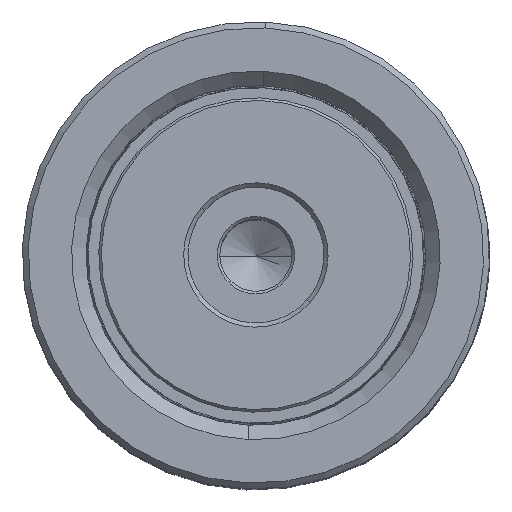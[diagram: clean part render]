
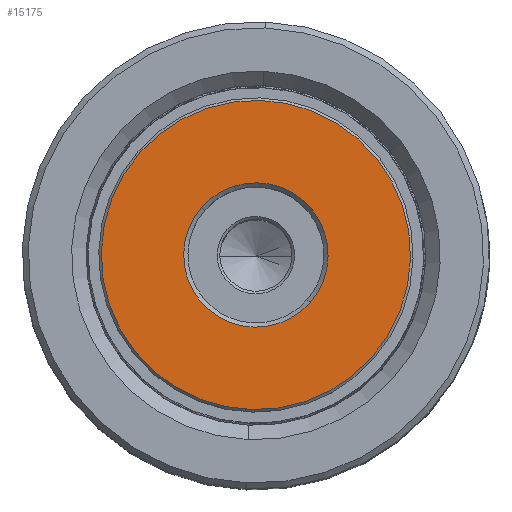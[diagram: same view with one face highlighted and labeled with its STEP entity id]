
A CAD part, top view. The second image highlights one B-rep face of the part: STEP entity #15175.
In plain terms, the highlighted face is planar.
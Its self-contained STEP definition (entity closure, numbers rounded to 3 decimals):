
#766 = VERTEX_POINT ( 'NONE', #31302 ) ;
#3169 = AXIS2_PLACEMENT_3D ( 'NONE', #17149, #44486, #16759 ) ;
#3416 = CIRCLE ( 'NONE', #10258, 18.2 ) ;
#5616 = FACE_OUTER_BOUND ( 'NONE', #56959, .T. ) ;
#5719 = ORIENTED_EDGE ( 'NONE', *, *, #55228, .T. ) ;
#6321 = EDGE_LOOP ( 'NONE', ( #5719, #22606 ) ) ;
#8724 = CARTESIAN_POINT ( 'NONE',  ( 0., 0., 0. ) ) ;
#10258 = AXIS2_PLACEMENT_3D ( 'NONE', #11163, #43557, #52885 ) ;
#11163 = CARTESIAN_POINT ( 'NONE',  ( 0., 0., 0. ) ) ;
#13796 = CARTESIAN_POINT ( 'NONE',  ( 0., 0., 0. ) ) ;
#15175 = ADVANCED_FACE ( 'NONE', ( #5616, #46909 ), #46594, .F. ) ;
#15908 = CARTESIAN_POINT ( 'NONE',  ( -8.5, 0., 0. ) ) ;
#16759 = DIRECTION ( 'NONE',  ( 1., 0., 0. ) ) ;
#17149 = CARTESIAN_POINT ( 'NONE',  ( 0., 0., 0. ) ) ;
#17820 = DIRECTION ( 'NONE',  ( 0., 0., 1. ) ) ;
#18430 = DIRECTION ( 'NONE',  ( 1., 0., 0. ) ) ;
#19652 = DIRECTION ( 'NONE',  ( 1., 0., 0. ) ) ;
#21039 = CIRCLE ( 'NONE', #29532, 8.5 ) ;
#22606 = ORIENTED_EDGE ( 'NONE', *, *, #34573, .T. ) ;
#27363 = CARTESIAN_POINT ( 'NONE',  ( 8.5, 0., 0. ) ) ;
#28604 = DIRECTION ( 'NONE',  ( 0., 0., 1. ) ) ;
#28795 = VERTEX_POINT ( 'NONE', #27363 ) ;
#29532 = AXIS2_PLACEMENT_3D ( 'NONE', #8724, #17820, #50239 ) ;
#31302 = CARTESIAN_POINT ( 'NONE',  ( -18.2, 0., 0. ) ) ;
#33059 = DIRECTION ( 'NONE',  ( 0., 0., 1. ) ) ;
#34573 = EDGE_CURVE ( 'NONE', #28795, #48817, #21039, .T. ) ;
#36062 = EDGE_CURVE ( 'NONE', #50221, #766, #39160, .T. ) ;
#36698 = ORIENTED_EDGE ( 'NONE', *, *, #44157, .T. ) ;
#39160 = CIRCLE ( 'NONE', #3169, 18.2 ) ;
#43557 = DIRECTION ( 'NONE',  ( 0., 0., -1. ) ) ;
#44157 = EDGE_CURVE ( 'NONE', #766, #50221, #3416, .T. ) ;
#44486 = DIRECTION ( 'NONE',  ( 0., 0., -1. ) ) ;
#44544 = ORIENTED_EDGE ( 'NONE', *, *, #36062, .T. ) ;
#46594 = PLANE ( 'NONE',  #46771 ) ;
#46638 = CIRCLE ( 'NONE', #59674, 8.5 ) ;
#46771 = AXIS2_PLACEMENT_3D ( 'NONE', #13796, #33059, #18430 ) ;
#46909 = FACE_BOUND ( 'NONE', #6321, .T. ) ;
#46956 = CARTESIAN_POINT ( 'NONE',  ( 18.2, 0., 0. ) ) ;
#48817 = VERTEX_POINT ( 'NONE', #15908 ) ;
#50221 = VERTEX_POINT ( 'NONE', #46956 ) ;
#50239 = DIRECTION ( 'NONE',  ( 1., 0., 0. ) ) ;
#52885 = DIRECTION ( 'NONE',  ( 1., 0., 0. ) ) ;
#55228 = EDGE_CURVE ( 'NONE', #48817, #28795, #46638, .T. ) ;
#56325 = CARTESIAN_POINT ( 'NONE',  ( 0., 0., 0. ) ) ;
#56959 = EDGE_LOOP ( 'NONE', ( #44544, #36698 ) ) ;
#59674 = AXIS2_PLACEMENT_3D ( 'NONE', #56325, #28604, #19652 ) ;
